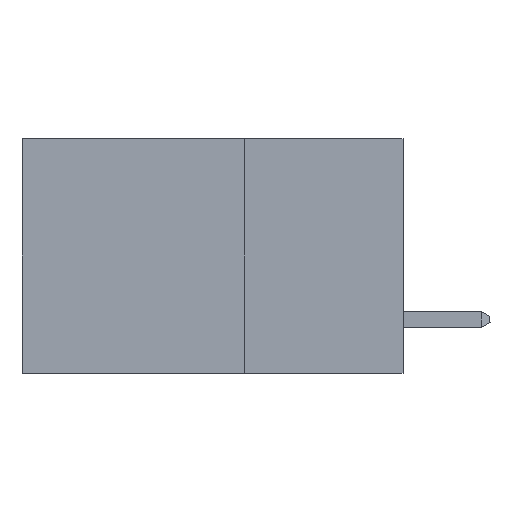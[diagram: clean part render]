
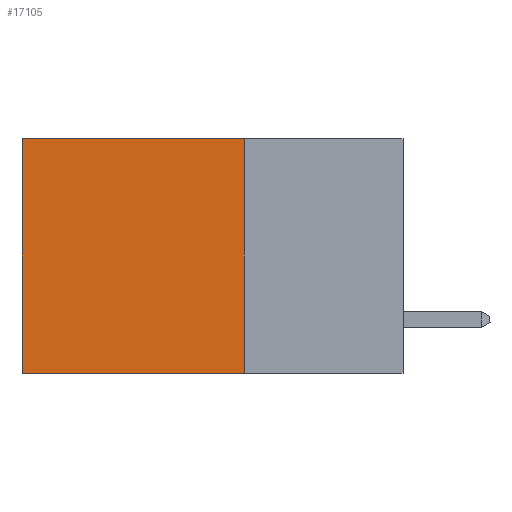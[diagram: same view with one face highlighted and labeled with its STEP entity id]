
A CAD part, left-side view. The second image highlights one B-rep face of the part: STEP entity #17105.
In plain terms, the highlighted planar face has unit normal (-1, 0, 0).
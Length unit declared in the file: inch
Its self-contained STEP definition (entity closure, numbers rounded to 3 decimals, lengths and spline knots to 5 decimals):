
#987 = VECTOR ( 'NONE', #21859, 39.37008 ) ;
#1393 = VERTEX_POINT ( 'NONE', #35863 ) ;
#1619 = DIRECTION ( 'NONE',  ( 0., 1., 0. ) ) ;
#3426 = VERTEX_POINT ( 'NONE', #4547 ) ;
#4547 = CARTESIAN_POINT ( 'NONE',  ( 0.2875, 0.6, 0. ) ) ;
#5293 = CARTESIAN_POINT ( 'NONE',  ( 0.2875, 0.6, -0.37 ) ) ;
#5862 = LINE ( 'NONE', #41069, #33214 ) ;
#6084 = LINE ( 'NONE', #43271, #987 ) ;
#8663 = ORIENTED_EDGE ( 'NONE', *, *, #22511, .T. ) ;
#10044 = DIRECTION ( 'NONE',  ( 0., 0., -1. ) ) ;
#10944 = CARTESIAN_POINT ( 'NONE',  ( 0.2875, 0.25, 0. ) ) ;
#11091 = LINE ( 'NONE', #22816, #32347 ) ;
#11244 = DIRECTION ( 'NONE',  ( 1., 0., 0. ) ) ;
#15419 = AXIS2_PLACEMENT_3D ( 'NONE', #10944, #11244, #25718 ) ;
#16062 = ORIENTED_EDGE ( 'NONE', *, *, #17809, .T. ) ;
#17105 = ADVANCED_FACE ( 'NONE', ( #43159 ), #21799, .F. ) ;
#17809 = EDGE_CURVE ( 'NONE', #1393, #3426, #11091, .T. ) ;
#18220 = EDGE_CURVE ( 'NONE', #36737, #25652, #6084, .T. ) ;
#19110 = CARTESIAN_POINT ( 'NONE',  ( 0.2875, 0.6, 0. ) ) ;
#19956 = ORIENTED_EDGE ( 'NONE', *, *, #43002, .F. ) ;
#20157 = VECTOR ( 'NONE', #22755, 39.37008 ) ;
#21799 = PLANE ( 'NONE',  #15419 ) ;
#21859 = DIRECTION ( 'NONE',  ( 0., 1., 0. ) ) ;
#22511 = EDGE_CURVE ( 'NONE', #3426, #25652, #40775, .T. ) ;
#22755 = DIRECTION ( 'NONE',  ( 0., 0., -1. ) ) ;
#22816 = CARTESIAN_POINT ( 'NONE',  ( 0.2875, 0.25, 0. ) ) ;
#25652 = VERTEX_POINT ( 'NONE', #5293 ) ;
#25718 = DIRECTION ( 'NONE',  ( 0., 0., -1. ) ) ;
#26340 = EDGE_LOOP ( 'NONE', ( #8663, #42550, #19956, #16062 ) ) ;
#32347 = VECTOR ( 'NONE', #1619, 39.37008 ) ;
#32388 = CARTESIAN_POINT ( 'NONE',  ( 0.2875, 0.25, -0.37 ) ) ;
#33214 = VECTOR ( 'NONE', #10044, 39.37008 ) ;
#35863 = CARTESIAN_POINT ( 'NONE',  ( 0.2875, 0.25, 0. ) ) ;
#36737 = VERTEX_POINT ( 'NONE', #32388 ) ;
#40775 = LINE ( 'NONE', #19110, #20157 ) ;
#41069 = CARTESIAN_POINT ( 'NONE',  ( 0.2875, 0.25, 0. ) ) ;
#42550 = ORIENTED_EDGE ( 'NONE', *, *, #18220, .F. ) ;
#43002 = EDGE_CURVE ( 'NONE', #1393, #36737, #5862, .T. ) ;
#43159 = FACE_OUTER_BOUND ( 'NONE', #26340, .T. ) ;
#43271 = CARTESIAN_POINT ( 'NONE',  ( 0.2875, 0.25, -0.37 ) ) ;
